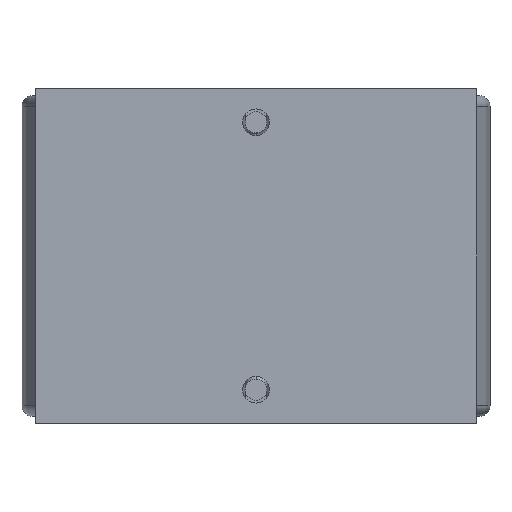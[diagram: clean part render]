
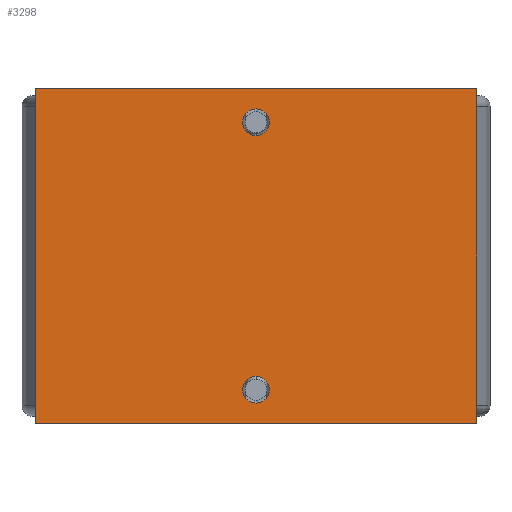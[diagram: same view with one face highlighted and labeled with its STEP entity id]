
A CAD part, front view. The second image highlights one B-rep face of the part: STEP entity #3298.
In plain terms, the highlighted planar face has unit normal (0, -1, 0).
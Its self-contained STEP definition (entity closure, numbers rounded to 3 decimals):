
#45 = EDGE_LOOP ( 'NONE', ( #905, #142 ) ) ;
#55 = LINE ( 'NONE', #3350, #2391 ) ;
#128 = DIRECTION ( 'NONE',  ( 0., 0., 1. ) ) ;
#130 = CARTESIAN_POINT ( 'NONE',  ( 0., -19.5, 10. ) ) ;
#142 = ORIENTED_EDGE ( 'NONE', *, *, #3288, .T. ) ;
#183 = DIRECTION ( 'NONE',  ( -1., 0., 0. ) ) ;
#250 = CARTESIAN_POINT ( 'NONE',  ( -16.5, -19.5, 12.5 ) ) ;
#269 = VERTEX_POINT ( 'NONE', #4239 ) ;
#293 = CARTESIAN_POINT ( 'NONE',  ( 0., -19.5, -11. ) ) ;
#319 = EDGE_CURVE ( 'NONE', #1333, #1427, #2828, .T. ) ;
#358 = DIRECTION ( 'NONE',  ( 0., 1., 0. ) ) ;
#485 = DIRECTION ( 'NONE',  ( 0., 0., 1. ) ) ;
#494 = FACE_BOUND ( 'NONE', #45, .T. ) ;
#513 = VERTEX_POINT ( 'NONE', #293 ) ;
#629 = CIRCLE ( 'NONE', #2753, 1. ) ;
#646 = DIRECTION ( 'NONE',  ( 0., 0., -1. ) ) ;
#651 = EDGE_CURVE ( 'NONE', #1516, #1333, #1990, .T. ) ;
#703 = VECTOR ( 'NONE', #128, 1000. ) ;
#722 = DIRECTION ( 'NONE',  ( 0., 1., 0. ) ) ;
#800 = ORIENTED_EDGE ( 'NONE', *, *, #1460, .T. ) ;
#816 = DIRECTION ( 'NONE',  ( 0., 0., 1. ) ) ;
#863 = CARTESIAN_POINT ( 'NONE',  ( 0., -19.5, 9. ) ) ;
#867 = CARTESIAN_POINT ( 'NONE',  ( 0., -19.5, -9. ) ) ;
#891 = DIRECTION ( 'NONE',  ( 0., 1., 0. ) ) ;
#905 = ORIENTED_EDGE ( 'NONE', *, *, #4537, .T. ) ;
#1052 = ORIENTED_EDGE ( 'NONE', *, *, #4911, .F. ) ;
#1068 = VERTEX_POINT ( 'NONE', #2041 ) ;
#1084 = AXIS2_PLACEMENT_3D ( 'NONE', #4217, #358, #1107 ) ;
#1107 = DIRECTION ( 'NONE',  ( 0., 0., 1. ) ) ;
#1161 = CIRCLE ( 'NONE', #2768, 1. ) ;
#1181 = ORIENTED_EDGE ( 'NONE', *, *, #2080, .T. ) ;
#1202 = CARTESIAN_POINT ( 'NONE',  ( -16.5, -19.5, -12.5 ) ) ;
#1333 = VERTEX_POINT ( 'NONE', #250 ) ;
#1427 = VERTEX_POINT ( 'NONE', #2642 ) ;
#1460 = EDGE_CURVE ( 'NONE', #1068, #4564, #629, .T. ) ;
#1469 = VERTEX_POINT ( 'NONE', #867 ) ;
#1516 = VERTEX_POINT ( 'NONE', #1202 ) ;
#1670 = EDGE_CURVE ( 'NONE', #1427, #269, #55, .T. ) ;
#1762 = LINE ( 'NONE', #4049, #3019 ) ;
#1990 = LINE ( 'NONE', #4326, #703 ) ;
#2020 = ORIENTED_EDGE ( 'NONE', *, *, #1670, .F. ) ;
#2041 = CARTESIAN_POINT ( 'NONE',  ( 0., -19.5, 11. ) ) ;
#2042 = AXIS2_PLACEMENT_3D ( 'NONE', #3921, #3524, #816 ) ;
#2078 = DIRECTION ( 'NONE',  ( 1., 0., 0. ) ) ;
#2080 = EDGE_CURVE ( 'NONE', #4564, #1068, #1161, .T. ) ;
#2150 = EDGE_LOOP ( 'NONE', ( #1181, #800 ) ) ;
#2222 = CIRCLE ( 'NONE', #1084, 1. ) ;
#2391 = VECTOR ( 'NONE', #646, 1000. ) ;
#2456 = DIRECTION ( 'NONE',  ( 0., 0., 1. ) ) ;
#2490 = ORIENTED_EDGE ( 'NONE', *, *, #651, .F. ) ;
#2547 = CIRCLE ( 'NONE', #4541, 1. ) ;
#2587 = FACE_BOUND ( 'NONE', #2150, .T. ) ;
#2642 = CARTESIAN_POINT ( 'NONE',  ( 16.5, -19.5, 12.5 ) ) ;
#2753 = AXIS2_PLACEMENT_3D ( 'NONE', #3797, #722, #3821 ) ;
#2768 = AXIS2_PLACEMENT_3D ( 'NONE', #130, #891, #2456 ) ;
#2790 = CARTESIAN_POINT ( 'NONE',  ( 0., -19.5, -10. ) ) ;
#2828 = LINE ( 'NONE', #4293, #4846 ) ;
#3019 = VECTOR ( 'NONE', #183, 1000. ) ;
#3288 = EDGE_CURVE ( 'NONE', #1469, #513, #2222, .T. ) ;
#3298 = ADVANCED_FACE ( 'NONE', ( #494, #2587, #4337 ), #4557, .F. ) ;
#3350 = CARTESIAN_POINT ( 'NONE',  ( 16.5, -19.5, -12.25 ) ) ;
#3524 = DIRECTION ( 'NONE',  ( 0., 1., 0. ) ) ;
#3559 = DIRECTION ( 'NONE',  ( 0., 1., 0. ) ) ;
#3621 = ORIENTED_EDGE ( 'NONE', *, *, #319, .F. ) ;
#3797 = CARTESIAN_POINT ( 'NONE',  ( 0., -19.5, 10. ) ) ;
#3821 = DIRECTION ( 'NONE',  ( 0., 0., 1. ) ) ;
#3921 = CARTESIAN_POINT ( 'NONE',  ( 0., -19.5, 0. ) ) ;
#4049 = CARTESIAN_POINT ( 'NONE',  ( -16.25, -19.5, -12.5 ) ) ;
#4217 = CARTESIAN_POINT ( 'NONE',  ( 0., -19.5, -10. ) ) ;
#4239 = CARTESIAN_POINT ( 'NONE',  ( 16.5, -19.5, -12.5 ) ) ;
#4293 = CARTESIAN_POINT ( 'NONE',  ( -16.25, -19.5, 12.5 ) ) ;
#4307 = EDGE_LOOP ( 'NONE', ( #2490, #1052, #2020, #3621 ) ) ;
#4326 = CARTESIAN_POINT ( 'NONE',  ( -16.5, -19.5, -12.25 ) ) ;
#4337 = FACE_OUTER_BOUND ( 'NONE', #4307, .T. ) ;
#4537 = EDGE_CURVE ( 'NONE', #513, #1469, #2547, .T. ) ;
#4541 = AXIS2_PLACEMENT_3D ( 'NONE', #2790, #3559, #485 ) ;
#4557 = PLANE ( 'NONE',  #2042 ) ;
#4564 = VERTEX_POINT ( 'NONE', #863 ) ;
#4846 = VECTOR ( 'NONE', #2078, 1000. ) ;
#4911 = EDGE_CURVE ( 'NONE', #269, #1516, #1762, .T. ) ;
